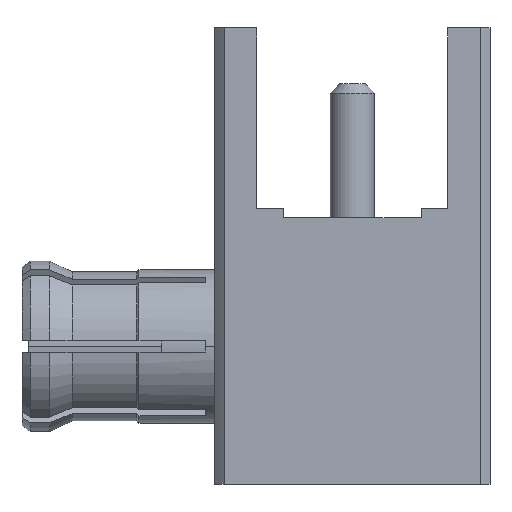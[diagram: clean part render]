
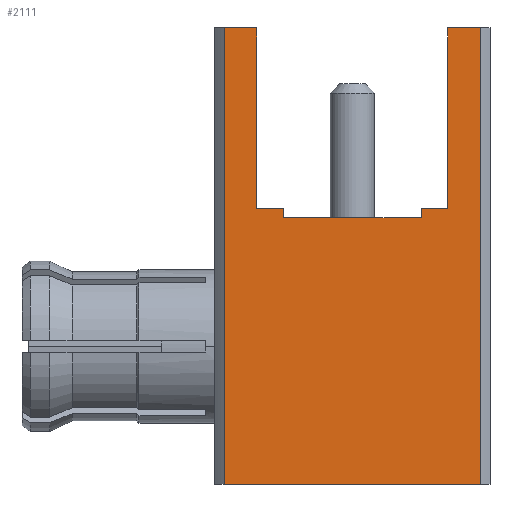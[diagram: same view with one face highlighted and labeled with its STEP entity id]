
A CAD part, front view. The second image highlights one B-rep face of the part: STEP entity #2111.
In plain terms, the highlighted planar face has unit normal (0, -1, 0).
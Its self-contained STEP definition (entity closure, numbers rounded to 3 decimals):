
#33=DIRECTION('',(1.,0.,0.));
#34=VECTOR('',#33,5.589);
#35=CARTESIAN_POINT('',(0.205,1.1,-9.94));
#36=LINE('',#35,#34);
#37=DIRECTION('',(0.,0.,-1.));
#38=VECTOR('',#37,9.94);
#39=CARTESIAN_POINT('',(5.795,1.1,0.));
#40=LINE('',#39,#38);
#41=DIRECTION('',(0.,0.,-1.));
#42=VECTOR('',#41,9.94);
#43=CARTESIAN_POINT('',(0.205,1.1,0.));
#44=LINE('',#43,#42);
#45=DIRECTION('',(0.,0.,1.));
#46=VECTOR('',#45,0.2);
#47=CARTESIAN_POINT('',(4.5,1.1,-4.14));
#48=LINE('',#47,#46);
#49=DIRECTION('',(0.,0.,1.));
#50=VECTOR('',#49,3.94);
#51=CARTESIAN_POINT('',(5.08,1.1,-3.94));
#52=LINE('',#51,#50);
#116=DIRECTION('',(1.,0.,0.));
#117=VECTOR('',#116,0.715);
#118=CARTESIAN_POINT('',(5.08,1.1,0.));
#119=LINE('',#118,#117);
#144=DIRECTION('',(1.,0.,0.));
#145=VECTOR('',#144,0.58);
#146=CARTESIAN_POINT('',(4.5,1.1,-3.94));
#147=LINE('',#146,#145);
#188=DIRECTION('',(1.,0.,0.));
#189=VECTOR('',#188,3.);
#190=CARTESIAN_POINT('',(1.5,1.1,-4.14));
#191=LINE('',#190,#189);
#291=DIRECTION('',(0.,0.,1.));
#292=VECTOR('',#291,0.2);
#293=CARTESIAN_POINT('',(1.5,1.1,-4.14));
#294=LINE('',#293,#292);
#315=DIRECTION('',(1.,0.,0.));
#316=VECTOR('',#315,0.58);
#317=CARTESIAN_POINT('',(0.92,1.1,-3.94));
#318=LINE('',#317,#316);
#319=DIRECTION('',(0.,0.,1.));
#320=VECTOR('',#319,3.94);
#321=CARTESIAN_POINT('',(0.92,1.1,-3.94));
#322=LINE('',#321,#320);
#340=DIRECTION('',(1.,0.,0.));
#341=VECTOR('',#340,0.715);
#342=CARTESIAN_POINT('',(0.205,1.1,0.));
#343=LINE('',#342,#341);
#1659=CARTESIAN_POINT('',(4.5,1.1,-3.94));
#1660=VERTEX_POINT('',#1659);
#1661=CARTESIAN_POINT('',(1.5,1.1,-3.94));
#1663=VERTEX_POINT('',#1661);
#1683=CARTESIAN_POINT('',(4.5,1.1,-4.14));
#1684=VERTEX_POINT('',#1683);
#1685=CARTESIAN_POINT('',(1.5,1.1,-4.14));
#1687=VERTEX_POINT('',#1685);
#1707=CARTESIAN_POINT('',(5.08,1.1,0.));
#1708=VERTEX_POINT('',#1707);
#1709=CARTESIAN_POINT('',(0.92,1.1,0.));
#1711=VERTEX_POINT('',#1709);
#1731=CARTESIAN_POINT('',(5.08,1.1,-3.94));
#1732=VERTEX_POINT('',#1731);
#1733=CARTESIAN_POINT('',(0.92,1.1,-3.94));
#1735=VERTEX_POINT('',#1733);
#1746=CARTESIAN_POINT('',(5.795,1.1,-9.94));
#1748=VERTEX_POINT('',#1746);
#1749=CARTESIAN_POINT('',(0.205,1.1,-9.94));
#1751=VERTEX_POINT('',#1749);
#1765=CARTESIAN_POINT('',(5.795,1.1,0.));
#1766=VERTEX_POINT('',#1765);
#1767=CARTESIAN_POINT('',(0.205,1.1,0.));
#1768=VERTEX_POINT('',#1767);
#2082=CARTESIAN_POINT('',(0.,1.1,-9.94));
#2083=DIRECTION('',(0.,-1.,0.));
#2084=DIRECTION('',(1.,0.,0.));
#2085=AXIS2_PLACEMENT_3D('',#2082,#2083,#2084);
#2086=PLANE('',#2085);
#2087=ORIENTED_EDGE('',*,*,#2072,.T.);
#2088=ORIENTED_EDGE('',*,*,#2062,.F.);
#2090=ORIENTED_EDGE('',*,*,#2089,.F.);
#2092=ORIENTED_EDGE('',*,*,#2091,.T.);
#2094=ORIENTED_EDGE('',*,*,#2093,.F.);
#2096=ORIENTED_EDGE('',*,*,#2095,.T.);
#2098=ORIENTED_EDGE('',*,*,#2097,.F.);
#2100=ORIENTED_EDGE('',*,*,#2099,.T.);
#2102=ORIENTED_EDGE('',*,*,#2101,.T.);
#2104=ORIENTED_EDGE('',*,*,#2103,.T.);
#2106=ORIENTED_EDGE('',*,*,#2105,.T.);
#2108=ORIENTED_EDGE('',*,*,#2107,.T.);
#2109=EDGE_LOOP('',(#2087,#2088,#2090,#2092,#2094,#2096,#2098,#2100,#2102,#2104,
#2106,#2108));
#2110=FACE_OUTER_BOUND('',#2109,.F.);
#2111=ADVANCED_FACE('',(#2110),#2086,.T.);
#2062=EDGE_CURVE('',#1751,#1748,#36,.T.);
#2072=EDGE_CURVE('',#1766,#1748,#40,.T.);
#2089=EDGE_CURVE('',#1768,#1751,#44,.T.);
#2091=EDGE_CURVE('',#1768,#1711,#343,.T.);
#2093=EDGE_CURVE('',#1735,#1711,#322,.T.);
#2095=EDGE_CURVE('',#1735,#1663,#318,.T.);
#2097=EDGE_CURVE('',#1687,#1663,#294,.T.);
#2099=EDGE_CURVE('',#1687,#1684,#191,.T.);
#2101=EDGE_CURVE('',#1684,#1660,#48,.T.);
#2103=EDGE_CURVE('',#1660,#1732,#147,.T.);
#2105=EDGE_CURVE('',#1732,#1708,#52,.T.);
#2107=EDGE_CURVE('',#1708,#1766,#119,.T.);
